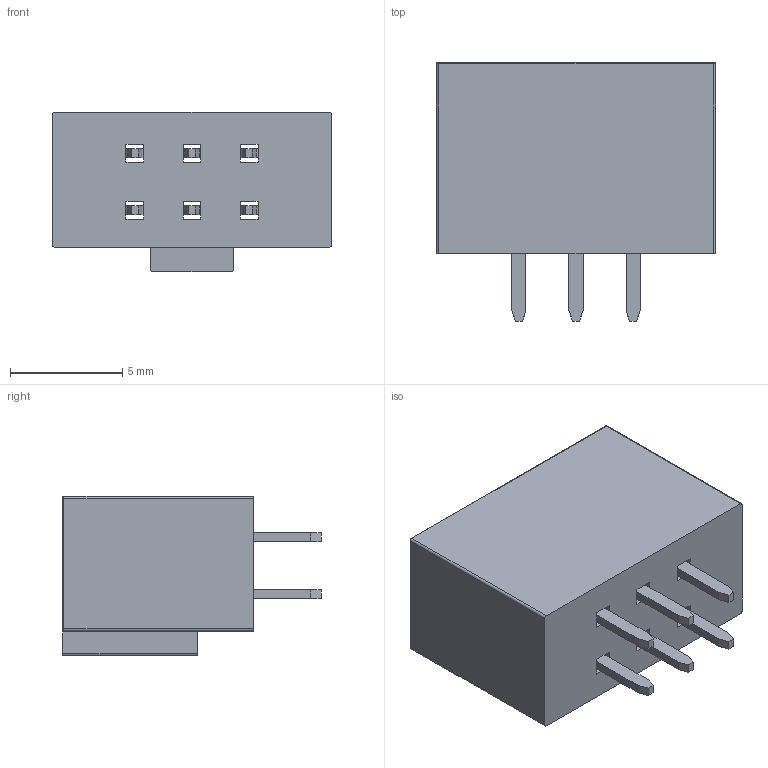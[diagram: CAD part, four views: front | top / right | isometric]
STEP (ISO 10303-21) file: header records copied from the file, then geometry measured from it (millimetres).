
FILE_DESCRIPTION (( 'STEP AP203' ), '1' );
FILE_NAME ('CB94062V100.STEP', '2018-08-17T02:41:11', ( '' ), ( '' ), 'SwSTEP 2.0', 'SolidWorks 2017', '' );
FILE_SCHEMA (( 'CONFIG_CONTROL_DESIGN' ));
Length unit declared in the file: millimetre
Products named in the file (3): CB94062V100; cb94-t; cb94 BASE_06
Assembly tree (7 placements, depth 2):
  CB94062V100
    cb94 BASE_06
    cb94-t  x6
Bounding box: 12.42 x 11.5 x 7.1 mm (x, y, z)
Volume: 645.8 mm3; surface area: 824.6 mm2
Topology: 7 solids, 7 shells, 211 faces, 559 edges, 362 vertices
Faces by surface type: plane 160, cylinder 47, torus 4
Entity records: 3319 total; most frequent: CARTESIAN_POINT 502, DIRECTION 494, ORIENTED_EDGE 488, EDGE_CURVE 244, LINE 206, VECTOR 206, VERTEX_POINT 152, AXIS2_PLACEMENT_3D 144
